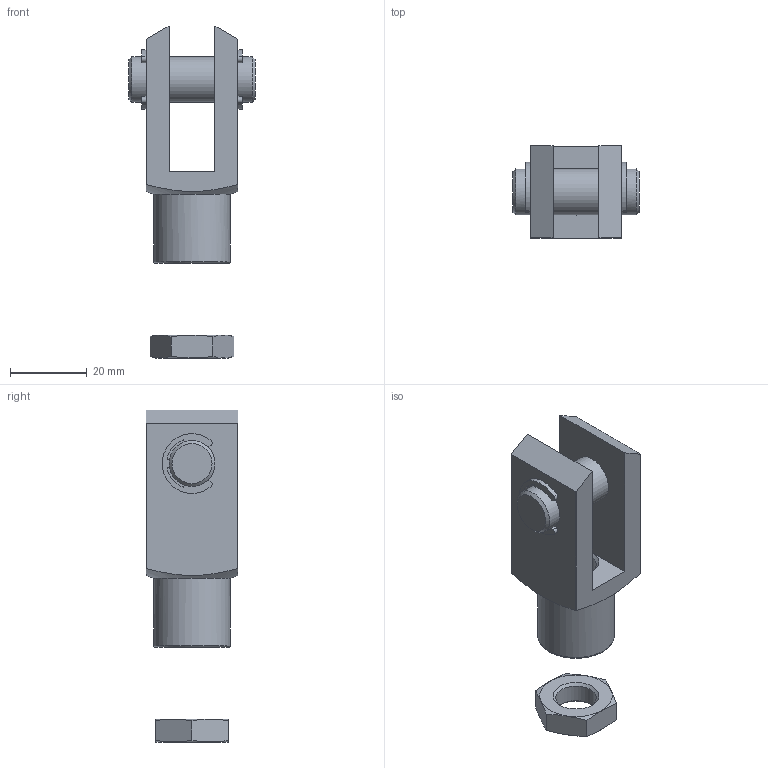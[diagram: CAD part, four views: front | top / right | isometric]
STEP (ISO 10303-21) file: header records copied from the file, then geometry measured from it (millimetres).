
FILE_DESCRIPTION(/* description */ ('STEP AP214'),/* implementation_level */ '2;1');
FILE_NAME(/* name */ '13570_CRSG-M12X125',/* time_stamp */ '2024-07-24T04:46:47+02:00',/* author */ ('License CC BY-ND 4.0'),/* organization */ ('CADENAS'),/* preprocessor_version */ 'ST-DEVELOPER v19.3',/* originating_system */ 'PARTsolutions',/* authorisation */ ' ');
FILE_SCHEMA (('AUTOMOTIVE_DESIGN {1 0 10303 214 3 1 1}'));
Length unit declared in the file: millimetre
Products named in the file (3): 13570 CRSG-M12x1,25; 13570 CRSG-M12x1,25_GK; DIN-439-B - M12x1.25(F)
Assembly tree (2 placements, depth 2):
  13570 CRSG-M12x1,25
    13570 CRSG-M12x1,25_GK
    DIN-439-B - M12x1.25(F)
Bounding box: 33 x 24 x 86.8 mm (x, y, z)
Volume: 20983.3 mm3; surface area: 9347.3 mm2
Topology: 2 solids, 2 shells, 69 faces, 180 edges, 116 vertices
Faces by surface type: plane 43, cylinder 16, cone 9, torus 1
Full cylindrical faces by diameter (mm): 10.647 x2, 12 x3, 20 x1
Entity records: 2129 total; most frequent: CARTESIAN_POINT 432, DIRECTION 336, ORIENTED_EDGE 320, EDGE_CURVE 160, AXIS2_PLACEMENT_3D 124, VERTEX_POINT 112, EDGE_LOOP 92, FACE_BOUND 92
